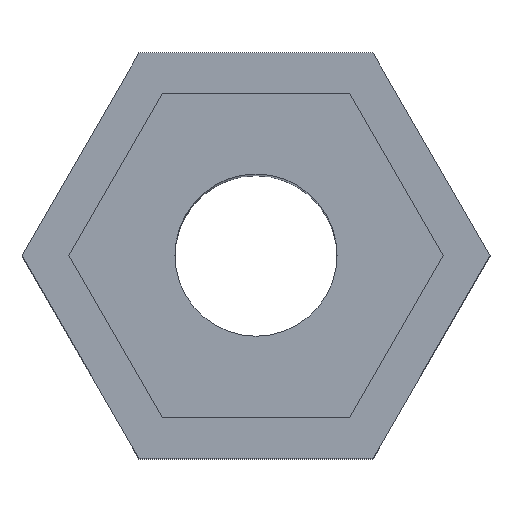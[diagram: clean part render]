
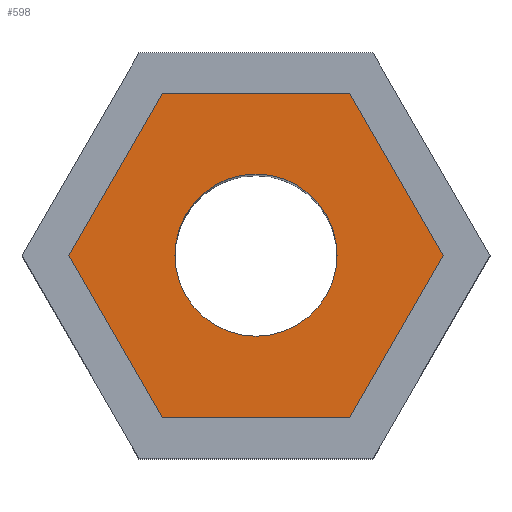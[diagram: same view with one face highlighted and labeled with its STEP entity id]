
A CAD part, top view. The second image highlights one B-rep face of the part: STEP entity #598.
In plain terms, the highlighted planar face has unit normal (0, 0, 1).
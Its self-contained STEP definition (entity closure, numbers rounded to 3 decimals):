
#15=FACE_BOUND('',#92,.T.);
#25=PLANE('',#646);
#58=FACE_OUTER_BOUND('',#91,.T.);
#91=EDGE_LOOP('',(#496,#497,#498,#499,#500,#501));
#92=EDGE_LOOP('',(#502));
#110=CIRCLE('',#647,2.);
#159=LINE('',#1967,#208);
#162=LINE('',#1973,#211);
#165=LINE('',#1979,#214);
#168=LINE('',#1985,#217);
#171=LINE('',#1991,#220);
#174=LINE('',#1995,#223);
#208=VECTOR('',#711,10.);
#211=VECTOR('',#716,10.);
#214=VECTOR('',#721,10.);
#217=VECTOR('',#726,10.);
#220=VECTOR('',#731,10.);
#223=VECTOR('',#736,10.);
#277=VERTEX_POINT('',#1964);
#278=VERTEX_POINT('',#1966);
#280=VERTEX_POINT('',#1972);
#282=VERTEX_POINT('',#1978);
#284=VERTEX_POINT('',#1984);
#286=VERTEX_POINT('',#1990);
#287=VERTEX_POINT('',#1997);
#350=EDGE_CURVE('',#278,#277,#159,.T.);
#353=EDGE_CURVE('',#280,#278,#162,.T.);
#356=EDGE_CURVE('',#282,#280,#165,.T.);
#359=EDGE_CURVE('',#284,#282,#168,.T.);
#362=EDGE_CURVE('',#286,#284,#171,.T.);
#365=EDGE_CURVE('',#277,#286,#174,.T.);
#366=EDGE_CURVE('',#287,#287,#110,.T.);
#496=ORIENTED_EDGE('',*,*,#365,.T.);
#497=ORIENTED_EDGE('',*,*,#362,.T.);
#498=ORIENTED_EDGE('',*,*,#359,.T.);
#499=ORIENTED_EDGE('',*,*,#356,.T.);
#500=ORIENTED_EDGE('',*,*,#353,.T.);
#501=ORIENTED_EDGE('',*,*,#350,.T.);
#502=ORIENTED_EDGE('',*,*,#366,.T.);
#598=ADVANCED_FACE('',(#58,#15),#25,.T.);
#646=AXIS2_PLACEMENT_3D('',#1996,#737,#738);
#647=AXIS2_PLACEMENT_3D('',#1998,#739,#740);
#711=DIRECTION('',(0.5,-0.866,0.));
#716=DIRECTION('',(-0.5,-0.866,0.));
#721=DIRECTION('',(-1.,0.,0.));
#726=DIRECTION('',(-0.5,0.866,0.));
#731=DIRECTION('',(0.5,0.866,0.));
#736=DIRECTION('',(1.,0.,0.));
#737=DIRECTION('center_axis',(0.,0.,1.));
#738=DIRECTION('ref_axis',(-1.,0.,0.));
#739=DIRECTION('center_axis',(0.,0.,-1.));
#740=DIRECTION('ref_axis',(-1.,0.,0.));
#1964=CARTESIAN_POINT('',(-2.309,-4.,23.7));
#1966=CARTESIAN_POINT('',(-4.619,0.,23.7));
#1967=CARTESIAN_POINT('',(-4.619,0.,23.7));
#1972=CARTESIAN_POINT('',(-2.309,4.,23.7));
#1973=CARTESIAN_POINT('',(-2.309,4.,23.7));
#1978=CARTESIAN_POINT('',(2.309,4.,23.7));
#1979=CARTESIAN_POINT('',(2.309,4.,23.7));
#1984=CARTESIAN_POINT('',(4.619,0.,23.7));
#1985=CARTESIAN_POINT('',(4.619,0.,23.7));
#1990=CARTESIAN_POINT('',(2.309,-4.,23.7));
#1991=CARTESIAN_POINT('',(2.309,-4.,23.7));
#1995=CARTESIAN_POINT('',(-2.309,-4.,23.7));
#1996=CARTESIAN_POINT('Origin',(0.,0.,
23.7));
#1997=CARTESIAN_POINT('',(-2.,0.,23.7));
#1998=CARTESIAN_POINT('Origin',(0.,0.,23.7));
